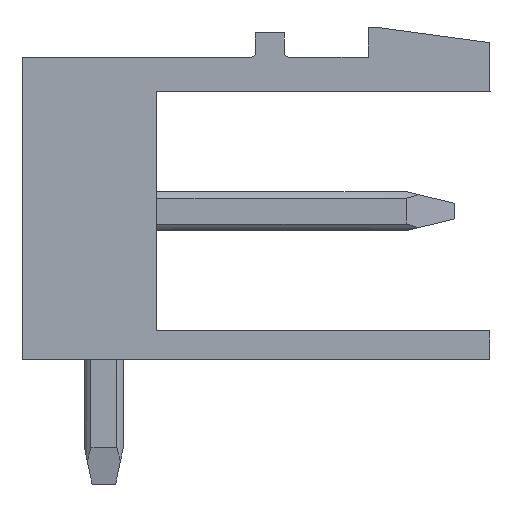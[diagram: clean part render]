
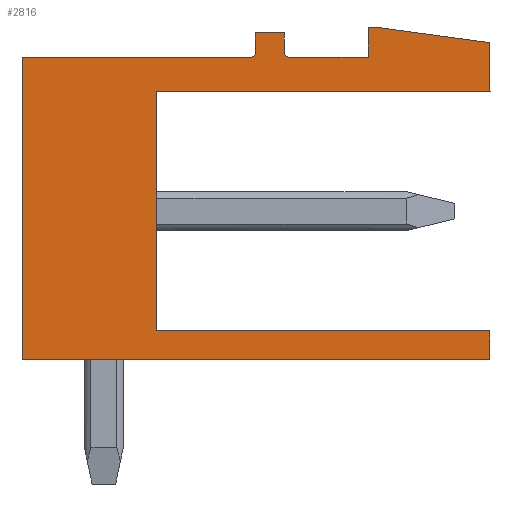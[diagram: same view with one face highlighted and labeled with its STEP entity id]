
A CAD part, left-side view. The second image highlights one B-rep face of the part: STEP entity #2816.
In plain terms, the highlighted planar face has unit normal (-1, 0, 0).
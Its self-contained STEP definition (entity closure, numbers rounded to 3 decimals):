
#1431=AXIS2_PLACEMENT_3D('Circle Axis2P3D',#1429,#1430,$) ;
#1555=AXIS2_PLACEMENT_3D('Circle Axis2P3D',#1553,#1554,$) ;
#2795=AXIS2_PLACEMENT_3D('Plane Axis2P3D',#2792,#2793,#2794) ;
#49=CARTESIAN_POINT('Vertex',(0.,8.55,3.93)) ;
#52=CARTESIAN_POINT('Line Origine',(0.,4.275,3.93)) ;
#56=CARTESIAN_POINT('Vertex',(0.,0.,3.93)) ;
#87=CARTESIAN_POINT('Vertex',(0.,8.55,10.06)) ;
#90=CARTESIAN_POINT('Line Origine',(0.,8.55,6.995)) ;
#1240=CARTESIAN_POINT('Vertex',(0.,0.,10.06)) ;
#1243=CARTESIAN_POINT('Line Origine',(0.,4.275,10.06)) ;
#1271=CARTESIAN_POINT('Vertex',(0.,0.,11.32)) ;
#1274=CARTESIAN_POINT('Line Origine',(0.,0.,10.69)) ;
#1302=CARTESIAN_POINT('Vertex',(0.,2.8,11.7)) ;
#1305=CARTESIAN_POINT('Line Origine',(0.,1.4,11.51)) ;
#1333=CARTESIAN_POINT('Vertex',(0.,3.12,11.7)) ;
#1336=CARTESIAN_POINT('Line Origine',(0.,2.96,11.7)) ;
#1364=CARTESIAN_POINT('Vertex',(0.,3.12,10.95)) ;
#1367=CARTESIAN_POINT('Line Origine',(0.,3.12,11.325)) ;
#1395=CARTESIAN_POINT('Vertex',(0.,5.17,10.95)) ;
#1398=CARTESIAN_POINT('Line Origine',(0.,4.145,10.95)) ;
#1426=CARTESIAN_POINT('Vertex',(0.,5.27,11.05)) ;
#1429=CARTESIAN_POINT('Axis2P3D Location',(0.,5.17,11.05)) ;
#1457=CARTESIAN_POINT('Vertex',(0.,5.27,11.57)) ;
#1460=CARTESIAN_POINT('Line Origine',(0.,5.27,11.31)) ;
#1488=CARTESIAN_POINT('Vertex',(0.,6.02,11.57)) ;
#1491=CARTESIAN_POINT('Line Origine',(0.,5.645,11.57)) ;
#1519=CARTESIAN_POINT('Vertex',(0.,6.02,11.05)) ;
#1522=CARTESIAN_POINT('Line Origine',(0.,6.02,11.31)) ;
#1550=CARTESIAN_POINT('Vertex',(0.,6.12,10.95)) ;
#1553=CARTESIAN_POINT('Axis2P3D Location',(0.,6.12,11.05)) ;
#1576=CARTESIAN_POINT('Vertex',(0.,12.,10.95)) ;
#1579=CARTESIAN_POINT('Line Origine',(0.,9.06,10.95)) ;
#1607=CARTESIAN_POINT('Vertex',(0.,12.,3.2)) ;
#1610=CARTESIAN_POINT('Line Origine',(0.,12.,7.075)) ;
#1638=CARTESIAN_POINT('Vertex',(0.,0.,3.2)) ;
#1641=CARTESIAN_POINT('Line Origine',(0.,6.,3.2)) ;
#2780=CARTESIAN_POINT('Line Origine',(0.,0.,3.565)) ;
#2792=CARTESIAN_POINT('Axis2P3D Location',(0.,0.,0.)) ;
#53=DIRECTION('Vector Direction',(0.,1.,0.)) ;
#91=DIRECTION('Vector Direction',(0.,0.,-1.)) ;
#1244=DIRECTION('Vector Direction',(0.,-1.,0.)) ;
#1275=DIRECTION('Vector Direction',(0.,0.,1.)) ;
#1306=DIRECTION('Vector Direction',(0.,0.991,0.134)) ;
#1337=DIRECTION('Vector Direction',(0.,1.,0.)) ;
#1368=DIRECTION('Vector Direction',(0.,0.,-1.)) ;
#1399=DIRECTION('Vector Direction',(0.,1.,0.)) ;
#1430=DIRECTION('Axis2P3D Direction',(-1.,0.,0.)) ;
#1461=DIRECTION('Vector Direction',(0.,0.,1.)) ;
#1492=DIRECTION('Vector Direction',(0.,1.,0.)) ;
#1523=DIRECTION('Vector Direction',(0.,0.,-1.)) ;
#1554=DIRECTION('Axis2P3D Direction',(-1.,0.,0.)) ;
#1580=DIRECTION('Vector Direction',(0.,1.,0.)) ;
#1611=DIRECTION('Vector Direction',(0.,0.,-1.)) ;
#1642=DIRECTION('Vector Direction',(0.,1.,0.)) ;
#2781=DIRECTION('Vector Direction',(0.,0.,-1.)) ;
#2793=DIRECTION('Axis2P3D Direction',(-1.,0.,0.)) ;
#2794=DIRECTION('Axis2P3D XDirection',(0.,0.,1.)) ;
#54=VECTOR('Line Direction',#53,1.) ;
#92=VECTOR('Line Direction',#91,1.) ;
#1245=VECTOR('Line Direction',#1244,1.) ;
#1276=VECTOR('Line Direction',#1275,1.) ;
#1307=VECTOR('Line Direction',#1306,1.) ;
#1338=VECTOR('Line Direction',#1337,1.) ;
#1369=VECTOR('Line Direction',#1368,1.) ;
#1400=VECTOR('Line Direction',#1399,1.) ;
#1462=VECTOR('Line Direction',#1461,1.) ;
#1493=VECTOR('Line Direction',#1492,1.) ;
#1524=VECTOR('Line Direction',#1523,1.) ;
#1581=VECTOR('Line Direction',#1580,1.) ;
#1612=VECTOR('Line Direction',#1611,1.) ;
#1643=VECTOR('Line Direction',#1642,1.) ;
#2782=VECTOR('Line Direction',#2781,1.) ;
#2798=ORIENTED_EDGE('',*,*,#58,.T.) ;
#2799=ORIENTED_EDGE('',*,*,#94,.T.) ;
#2800=ORIENTED_EDGE('',*,*,#1247,.T.) ;
#2801=ORIENTED_EDGE('',*,*,#1278,.T.) ;
#2802=ORIENTED_EDGE('',*,*,#1309,.T.) ;
#2803=ORIENTED_EDGE('',*,*,#1340,.T.) ;
#2804=ORIENTED_EDGE('',*,*,#1371,.T.) ;
#2805=ORIENTED_EDGE('',*,*,#1402,.T.) ;
#2806=ORIENTED_EDGE('',*,*,#1433,.T.) ;
#2807=ORIENTED_EDGE('',*,*,#1464,.T.) ;
#2808=ORIENTED_EDGE('',*,*,#1495,.T.) ;
#2809=ORIENTED_EDGE('',*,*,#1526,.T.) ;
#2810=ORIENTED_EDGE('',*,*,#1557,.T.) ;
#2811=ORIENTED_EDGE('',*,*,#1583,.T.) ;
#2812=ORIENTED_EDGE('',*,*,#1614,.T.) ;
#2813=ORIENTED_EDGE('',*,*,#1645,.T.) ;
#2814=ORIENTED_EDGE('',*,*,#2784,.T.) ;
#2816=ADVANCED_FACE('Housing',(#2815),#2796,.T.) ;
#1432=CIRCLE('generated circle',#1431,0.1) ;
#1556=CIRCLE('generated circle',#1555,0.1) ;
#58=EDGE_CURVE('',#57,#50,#55,.T.) ;
#94=EDGE_CURVE('',#50,#88,#93,.F.) ;
#1247=EDGE_CURVE('',#88,#1241,#1246,.T.) ;
#1278=EDGE_CURVE('',#1241,#1272,#1277,.T.) ;
#1309=EDGE_CURVE('',#1272,#1303,#1308,.T.) ;
#1340=EDGE_CURVE('',#1303,#1334,#1339,.T.) ;
#1371=EDGE_CURVE('',#1334,#1365,#1370,.T.) ;
#1402=EDGE_CURVE('',#1365,#1396,#1401,.T.) ;
#1433=EDGE_CURVE('',#1396,#1427,#1432,.F.) ;
#1464=EDGE_CURVE('',#1427,#1458,#1463,.T.) ;
#1495=EDGE_CURVE('',#1458,#1489,#1494,.T.) ;
#1526=EDGE_CURVE('',#1489,#1520,#1525,.T.) ;
#1557=EDGE_CURVE('',#1520,#1551,#1556,.F.) ;
#1583=EDGE_CURVE('',#1551,#1577,#1582,.T.) ;
#1614=EDGE_CURVE('',#1577,#1608,#1613,.T.) ;
#1645=EDGE_CURVE('',#1608,#1639,#1644,.F.) ;
#2784=EDGE_CURVE('',#1639,#57,#2783,.F.) ;
#2797=EDGE_LOOP('',(#2798,#2799,#2800,#2801,#2802,#2803,#2804,#2805,#2806,#2807,#2808,#2809,#2810,#2811,#2812,#2813,#2814)) ;
#2815=FACE_OUTER_BOUND('',#2797,.T.) ;
#55=LINE('Line',#52,#54) ;
#93=LINE('Line',#90,#92) ;
#1246=LINE('Line',#1243,#1245) ;
#1277=LINE('Line',#1274,#1276) ;
#1308=LINE('Line',#1305,#1307) ;
#1339=LINE('Line',#1336,#1338) ;
#1370=LINE('Line',#1367,#1369) ;
#1401=LINE('Line',#1398,#1400) ;
#1463=LINE('Line',#1460,#1462) ;
#1494=LINE('Line',#1491,#1493) ;
#1525=LINE('Line',#1522,#1524) ;
#1582=LINE('Line',#1579,#1581) ;
#1613=LINE('Line',#1610,#1612) ;
#1644=LINE('Line',#1641,#1643) ;
#2783=LINE('Line',#2780,#2782) ;
#2796=PLANE('',#2795) ;
#50=VERTEX_POINT('',#49) ;
#57=VERTEX_POINT('',#56) ;
#88=VERTEX_POINT('',#87) ;
#1241=VERTEX_POINT('',#1240) ;
#1272=VERTEX_POINT('',#1271) ;
#1303=VERTEX_POINT('',#1302) ;
#1334=VERTEX_POINT('',#1333) ;
#1365=VERTEX_POINT('',#1364) ;
#1396=VERTEX_POINT('',#1395) ;
#1427=VERTEX_POINT('',#1426) ;
#1458=VERTEX_POINT('',#1457) ;
#1489=VERTEX_POINT('',#1488) ;
#1520=VERTEX_POINT('',#1519) ;
#1551=VERTEX_POINT('',#1550) ;
#1577=VERTEX_POINT('',#1576) ;
#1608=VERTEX_POINT('',#1607) ;
#1639=VERTEX_POINT('',#1638) ;
